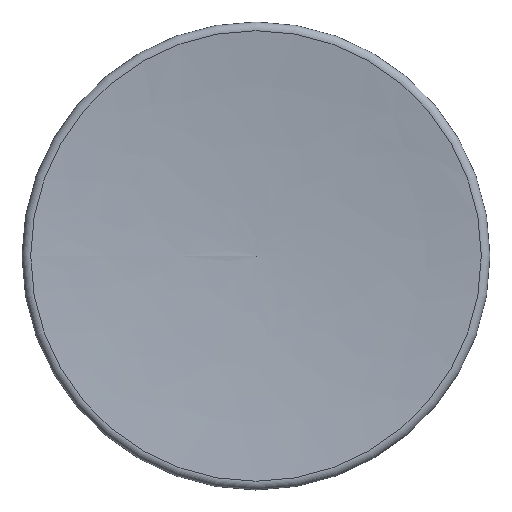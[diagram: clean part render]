
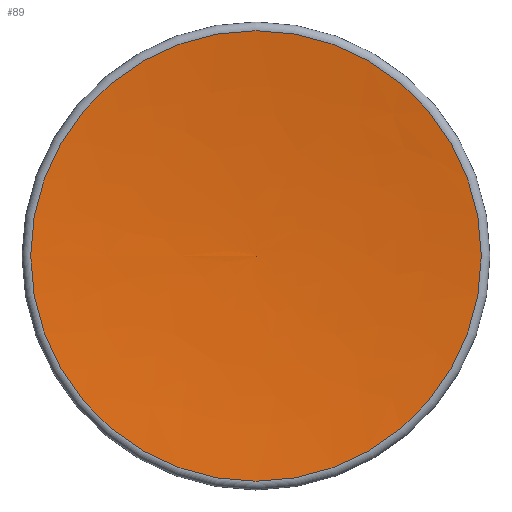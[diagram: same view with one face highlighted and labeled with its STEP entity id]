
A CAD part, top view. The second image highlights one B-rep face of the part: STEP entity #89.
In plain terms, the highlighted free-form (B-spline) face has degree [2, 2] with [3, 9] control points.
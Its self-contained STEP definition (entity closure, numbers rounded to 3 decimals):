
#19=(
BOUNDED_SURFACE()
B_SPLINE_SURFACE(2,2,((#166,#167,#168,#169,#170,#171,#172,#173,#174),(#175,
#176,#177,#178,#179,#180,#181,#182,#183),(#184,#185,#186,#187,#188,#189,
#190,#191,#192)),.UNSPECIFIED.,.F.,.T.,.F.)
B_SPLINE_SURFACE_WITH_KNOTS((3,3),(3,2,2,2,3),(-1.56,-1.452),
(-3.142,-1.571,0.,1.571,3.142),
 .UNSPECIFIED.)
GEOMETRIC_REPRESENTATION_ITEM()
RATIONAL_B_SPLINE_SURFACE(((1.,0.707,1.,0.707,1.,
0.707,1.,0.707,1.),(0.999,0.706,
0.999,0.706,0.999,0.706,
0.999,0.706,0.999),(1.,0.707,
1.,0.707,1.,0.707,1.,0.707,1.)))
REPRESENTATION_ITEM('')
SURFACE()
);
#21=FACE_OUTER_BOUND('',#26,.T.);
#26=EDGE_LOOP('',(#68,#69,#70,#71));
#30=CIRCLE('',#108,1.444);
#34=CIRCLE('',#112,1.444);
#35=CIRCLE('',#113,13.387);
#41=VERTEX_POINT('',#157);
#42=VERTEX_POINT('',#158);
#45=VERTEX_POINT('',#193);
#50=EDGE_CURVE('',#41,#42,#30,.T.);
#54=EDGE_CURVE('',#42,#41,#34,.T.);
#55=EDGE_CURVE('',#42,#45,#35,.T.);
#68=ORIENTED_EDGE('',*,*,#50,.F.);
#69=ORIENTED_EDGE('',*,*,#54,.F.);
#70=ORIENTED_EDGE('',*,*,#55,.T.);
#71=ORIENTED_EDGE('',*,*,#55,.F.);
#89=ADVANCED_FACE('',(#21),#19,.T.);
#108=AXIS2_PLACEMENT_3D('',#159,#126,#127);
#112=AXIS2_PLACEMENT_3D('',#165,#134,#135);
#113=AXIS2_PLACEMENT_3D('',#194,#136,#137);
#126=DIRECTION('center_axis',(0.,0.,-1.));
#127=DIRECTION('ref_axis',(-1.,0.,0.));
#134=DIRECTION('center_axis',(0.,0.,-1.));
#135=DIRECTION('ref_axis',(-1.,0.,0.));
#136=DIRECTION('center_axis',(0.,-1.,0.));
#137=DIRECTION('ref_axis',(-1.,0.,0.));
#157=CARTESIAN_POINT('',(1.444,0.,2.943));
#158=CARTESIAN_POINT('',(-1.444,0.,2.943));
#159=CARTESIAN_POINT('Origin',(0.,0.,2.943));
#165=CARTESIAN_POINT('Origin',(0.,0.,2.943));
#166=CARTESIAN_POINT('Ctrl Pts',(0.,0.,2.85));
#167=CARTESIAN_POINT('Ctrl Pts',(0.,0.,
2.85));
#168=CARTESIAN_POINT('Ctrl Pts',(0.,0.,2.85));
#169=CARTESIAN_POINT('Ctrl Pts',(0.,0.,
2.85));
#170=CARTESIAN_POINT('Ctrl Pts',(0.,0.,2.85));
#171=CARTESIAN_POINT('Ctrl Pts',(0.,0.,
2.85));
#172=CARTESIAN_POINT('Ctrl Pts',(0.,0.,2.85));
#173=CARTESIAN_POINT('Ctrl Pts',(0.,0.,
2.85));
#174=CARTESIAN_POINT('Ctrl Pts',(0.,0.,2.85));
#175=CARTESIAN_POINT('Ctrl Pts',(-0.725,0.,2.858));
#176=CARTESIAN_POINT('Ctrl Pts',(-0.725,-0.725,
2.858));
#177=CARTESIAN_POINT('Ctrl Pts',(0.,-0.725,2.858));
#178=CARTESIAN_POINT('Ctrl Pts',(0.725,-0.725,2.858));
#179=CARTESIAN_POINT('Ctrl Pts',(0.725,0.,2.858));
#180=CARTESIAN_POINT('Ctrl Pts',(0.725,0.725,2.858));
#181=CARTESIAN_POINT('Ctrl Pts',(0.,0.725,2.858));
#182=CARTESIAN_POINT('Ctrl Pts',(-0.725,0.725,2.858));
#183=CARTESIAN_POINT('Ctrl Pts',(-0.725,0.,2.858));
#184=CARTESIAN_POINT('Ctrl Pts',(-1.444,0.,2.943));
#185=CARTESIAN_POINT('Ctrl Pts',(-1.444,-1.444,2.943));
#186=CARTESIAN_POINT('Ctrl Pts',(0.,-1.444,2.943));
#187=CARTESIAN_POINT('Ctrl Pts',(1.444,-1.444,2.943));
#188=CARTESIAN_POINT('Ctrl Pts',(1.444,0.,2.943));
#189=CARTESIAN_POINT('Ctrl Pts',(1.444,1.444,2.943));
#190=CARTESIAN_POINT('Ctrl Pts',(0.,1.444,2.943));
#191=CARTESIAN_POINT('Ctrl Pts',(-1.444,1.444,2.943));
#192=CARTESIAN_POINT('Ctrl Pts',(-1.444,0.,2.943));
#193=CARTESIAN_POINT('',(0.,0.,2.85));
#194=CARTESIAN_POINT('Origin',(0.139,0.,16.236));
